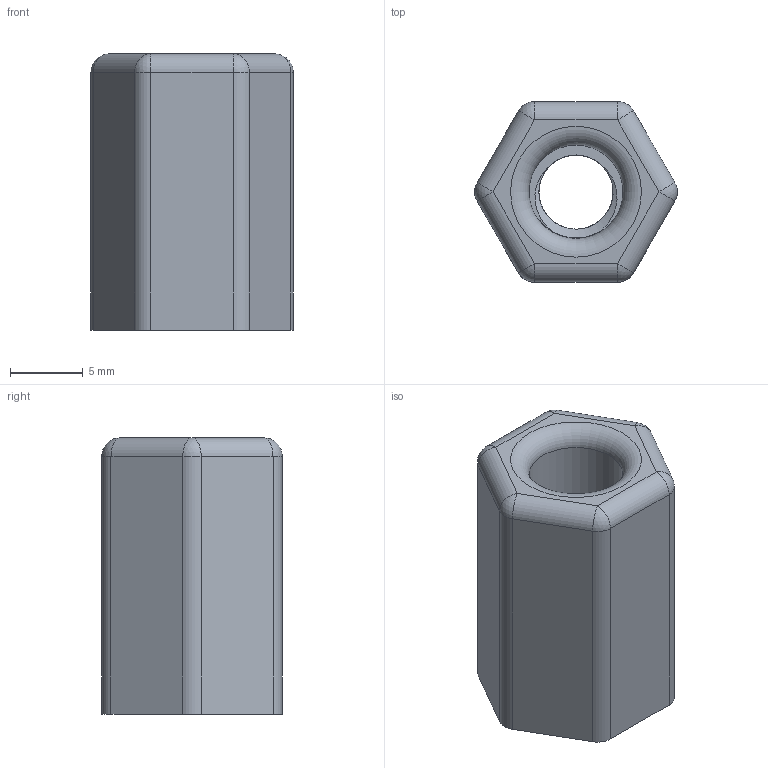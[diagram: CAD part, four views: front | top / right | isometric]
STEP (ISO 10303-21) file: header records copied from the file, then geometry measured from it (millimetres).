
FILE_DESCRIPTION(/* description */ (''),/* implementation_level */ '2;1');
FILE_NAME(/* name */ 'Hex Magnet Holder.step',/* time_stamp */ '2023-09-22T06:17:44-04:00',/* author */ (''),/* organization */ (''),/* preprocessor_version */ 'ST-DEVELOPER v20',/* originating_system */ 'Autodesk Translation Framework v12.9.0.99',/* authorisation */ '');
FILE_SCHEMA (('AUTOMOTIVE_DESIGN { 1 0 10303 214 3 1 1 }'));
Length unit declared in the file: inch
Products named in the file (2): Hex Magnet Holder; Magnet Holder
Assembly tree (1 placements, depth 2):
  Hex Magnet Holder
    Magnet Holder
Bounding box: 13.98 x 12.45 x 19.05 mm (x, y, z)
Volume: 1944.1 mm3; surface area: 1423.8 mm2
Topology: 1 solids, 1 shells, 43 faces, 101 edges, 61 vertices
Faces by surface type: cylinder 25, plane 9, sphere 6, bspline 2, torus 1
Full cylindrical faces by diameter (mm): 5.118 x1, 6.35 x2, 6.477 x1
Entity records: 1990 total; most frequent: CARTESIAN_POINT 986, ORIENTED_EDGE 202, DIRECTION 193, EDGE_CURVE 101, AXIS2_PLACEMENT_3D 76, VERTEX_POINT 61, EDGE_LOOP 46, FACE_OUTER_BOUND 43
